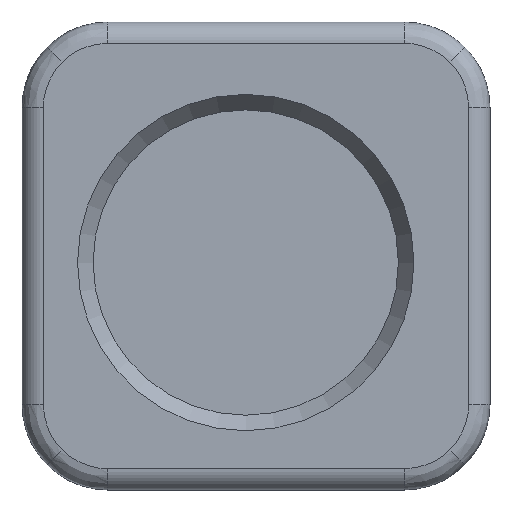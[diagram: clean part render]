
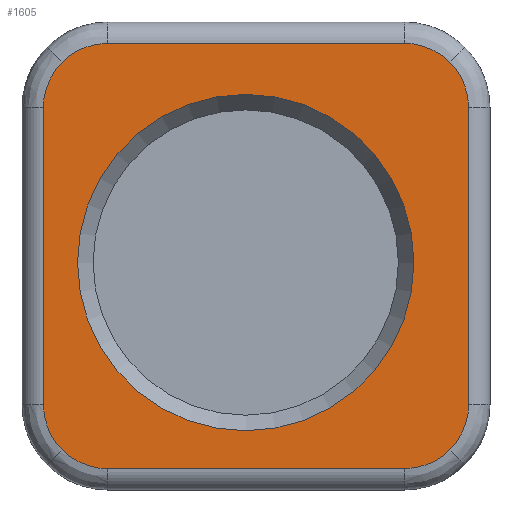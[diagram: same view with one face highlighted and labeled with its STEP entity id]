
A CAD part, front view. The second image highlights one B-rep face of the part: STEP entity #1605.
In plain terms, the highlighted planar face has unit normal (0, -1, 0).
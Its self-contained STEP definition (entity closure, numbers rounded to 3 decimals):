
#31=FACE_BOUND('',#508,.T.);
#44=PLANE('',#1761);
#133=LINE('',#2277,#230);
#135=LINE('',#2286,#232);
#137=LINE('',#2329,#234);
#139=LINE('',#2338,#236);
#230=VECTOR('',#1859,1000.);
#232=VECTOR('',#1867,1000.);
#234=VECTOR('',#1887,1000.);
#236=VECTOR('',#1895,1000.);
#399=FACE_OUTER_BOUND('',#507,.T.);
#507=EDGE_LOOP('',(#1230,#1231,#1232,#1233,#1234,#1235,#1236,#1237,#1238,
#1239,#1240,#1241));
#508=EDGE_LOOP('',(#1242));
#604=CIRCLE('',#1732,1.967);
#637=ELLIPSE('',#1690,0.695,0.636);
#638=ELLIPSE('',#1699,0.695,0.636);
#639=ELLIPSE('',#1703,0.695,0.636);
#640=ELLIPSE('',#1711,0.695,0.636);
#649=ELLIPSE('',#1762,0.695,0.636);
#650=ELLIPSE('',#1763,0.695,0.636);
#651=ELLIPSE('',#1764,0.695,0.636);
#652=ELLIPSE('',#1765,0.695,0.636);
#661=VERTEX_POINT('',#2264);
#662=VERTEX_POINT('',#2265);
#666=VERTEX_POINT('',#2275);
#667=VERTEX_POINT('',#2279);
#670=VERTEX_POINT('',#2284);
#671=VERTEX_POINT('',#2299);
#672=VERTEX_POINT('',#2300);
#675=VERTEX_POINT('',#2319);
#678=VERTEX_POINT('',#2327);
#679=VERTEX_POINT('',#2331);
#682=VERTEX_POINT('',#2336);
#683=VERTEX_POINT('',#2351);
#702=VERTEX_POINT('',#2439);
#803=EDGE_CURVE('',#661,#662,#637,.T.);
#809=EDGE_CURVE('',#662,#666,#133,.T.);
#813=EDGE_CURVE('',#667,#670,#135,.T.);
#814=EDGE_CURVE('',#671,#672,#638,.T.);
#818=EDGE_CURVE('',#675,#667,#639,.T.);
#823=EDGE_CURVE('',#672,#678,#137,.T.);
#827=EDGE_CURVE('',#679,#682,#139,.T.);
#828=EDGE_CURVE('',#683,#679,#640,.T.);
#849=EDGE_CURVE('',#702,#702,#604,.T.);
#950=EDGE_CURVE('',#670,#661,#649,.T.);
#951=EDGE_CURVE('',#666,#671,#650,.T.);
#952=EDGE_CURVE('',#678,#683,#651,.T.);
#953=EDGE_CURVE('',#682,#675,#652,.T.);
#1230=ORIENTED_EDGE('',*,*,#813,.T.);
#1231=ORIENTED_EDGE('',*,*,#950,.T.);
#1232=ORIENTED_EDGE('',*,*,#803,.T.);
#1233=ORIENTED_EDGE('',*,*,#809,.T.);
#1234=ORIENTED_EDGE('',*,*,#951,.T.);
#1235=ORIENTED_EDGE('',*,*,#814,.T.);
#1236=ORIENTED_EDGE('',*,*,#823,.T.);
#1237=ORIENTED_EDGE('',*,*,#952,.T.);
#1238=ORIENTED_EDGE('',*,*,#828,.T.);
#1239=ORIENTED_EDGE('',*,*,#827,.T.);
#1240=ORIENTED_EDGE('',*,*,#953,.T.);
#1241=ORIENTED_EDGE('',*,*,#818,.T.);
#1242=ORIENTED_EDGE('',*,*,#849,.F.);
#1605=ADVANCED_FACE('',(#399,#31),#44,.F.);
#1690=AXIS2_PLACEMENT_3D('',#2266,#1846,#1847);
#1699=AXIS2_PLACEMENT_3D('',#2301,#1868,#1869);
#1703=AXIS2_PLACEMENT_3D('',#2320,#1876,#1877);
#1711=AXIS2_PLACEMENT_3D('',#2352,#1896,#1897);
#1732=AXIS2_PLACEMENT_3D('',#2441,#1939,#1940);
#1761=AXIS2_PLACEMENT_3D('',#3594,#2057,#2058);
#1762=AXIS2_PLACEMENT_3D('',#3595,#2059,#2060);
#1763=AXIS2_PLACEMENT_3D('',#3596,#2061,#2062);
#1764=AXIS2_PLACEMENT_3D('',#3597,#2063,#2064);
#1765=AXIS2_PLACEMENT_3D('',#3598,#2065,#2066);
#1846=DIRECTION('center_axis',(0.,-1.,0.));
#1847=DIRECTION('ref_axis',(0.924,0.,-0.382));
#1859=DIRECTION('',(-1.,0.,0.));
#1867=DIRECTION('',(0.,0.,1.));
#1868=DIRECTION('center_axis',(0.,-1.,0.));
#1869=DIRECTION('ref_axis',(-0.382,0.,-0.924));
#1876=DIRECTION('center_axis',(0.,-1.,0.));
#1877=DIRECTION('ref_axis',(-0.382,0.,-0.924));
#1887=DIRECTION('',(0.,0.,-1.));
#1895=DIRECTION('',(1.,0.,0.));
#1896=DIRECTION('center_axis',(0.,-1.,0.));
#1897=DIRECTION('ref_axis',(0.924,0.,-0.382));
#1939=DIRECTION('center_axis',(0.,-1.,0.));
#1940=DIRECTION('ref_axis',(0.,0.,1.));
#2057=DIRECTION('center_axis',(0.,1.,0.));
#2058=DIRECTION('ref_axis',(0.,0.,1.));
#2059=DIRECTION('center_axis',(0.,-1.,0.));
#2060=DIRECTION('ref_axis',(0.382,0.,-0.924));
#2061=DIRECTION('center_axis',(0.,-1.,0.));
#2062=DIRECTION('ref_axis',(0.924,0.,0.382));
#2063=DIRECTION('center_axis',(0.,-1.,0.));
#2064=DIRECTION('ref_axis',(0.382,0.,-0.924));
#2065=DIRECTION('center_axis',(0.,-1.,0.));
#2066=DIRECTION('ref_axis',(0.924,0.,0.382));
#2264=CARTESIAN_POINT('',(80.272,-4.,-31.492));
#2265=CARTESIAN_POINT('',(79.742,-4.,-31.272));
#2266=CARTESIAN_POINT('Origin',(79.786,-4.,-31.917));
#2275=CARTESIAN_POINT('',(76.268,-4.,-31.272));
#2277=CARTESIAN_POINT('',(76.266,-4.,-31.272));
#2279=CARTESIAN_POINT('',(80.492,-4.,-35.496));
#2284=CARTESIAN_POINT('',(80.492,-4.,-32.022));
#2286=CARTESIAN_POINT('',(80.492,-4.,-32.02));
#2299=CARTESIAN_POINT('',(75.738,-4.,-31.492));
#2300=CARTESIAN_POINT('',(75.518,-4.,-32.022));
#2301=CARTESIAN_POINT('Origin',(76.163,-4.,-31.978));
#2319=CARTESIAN_POINT('',(80.272,-4.,-36.026));
#2320=CARTESIAN_POINT('Origin',(79.847,-4.,-35.54));
#2327=CARTESIAN_POINT('',(75.518,-4.,-35.496));
#2329=CARTESIAN_POINT('',(75.518,-4.,-35.498));
#2331=CARTESIAN_POINT('',(76.268,-4.,-36.246));
#2336=CARTESIAN_POINT('',(79.742,-4.,-36.246));
#2338=CARTESIAN_POINT('',(79.744,-4.,-36.246));
#2351=CARTESIAN_POINT('',(75.738,-4.,-36.026));
#2352=CARTESIAN_POINT('Origin',(76.224,-4.,-35.601));
#2439=CARTESIAN_POINT('',(77.885,-4.,-31.868));
#2441=CARTESIAN_POINT('Origin',(77.885,-4.,-33.835));
#3594=CARTESIAN_POINT('Origin',(77.38,-4.,-36.259));
#3595=CARTESIAN_POINT('Origin',(79.847,-4.,-31.978));
#3596=CARTESIAN_POINT('Origin',(76.224,-4.,-31.917));
#3597=CARTESIAN_POINT('Origin',(76.163,-4.,-35.54));
#3598=CARTESIAN_POINT('Origin',(79.786,-4.,-35.601));
